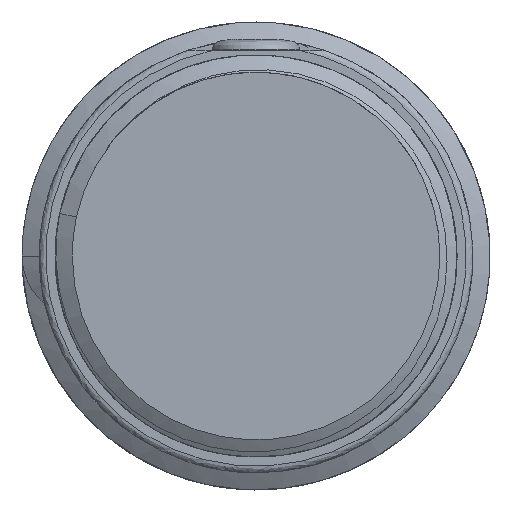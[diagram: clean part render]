
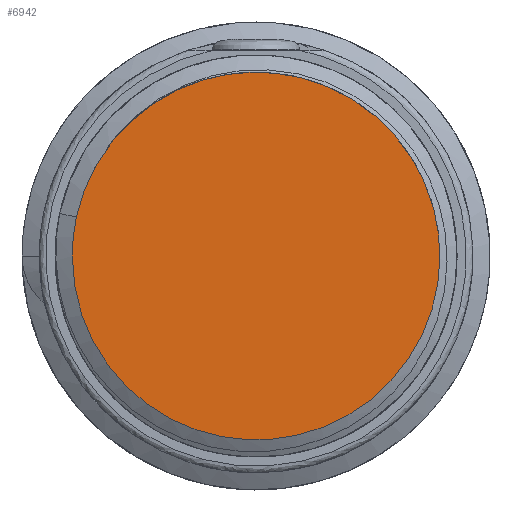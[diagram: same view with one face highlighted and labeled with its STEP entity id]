
A CAD part, left-side view. The second image highlights one B-rep face of the part: STEP entity #6942.
In plain terms, the highlighted free-form (B-spline) face has degree [1, 1] with [2, 2] control points.
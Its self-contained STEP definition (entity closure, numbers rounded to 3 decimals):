
#6906=CARTESIAN_POINT('',(3.,8.35,0.));
#6907=VERTEX_POINT('',#6906);
#6908=CARTESIAN_POINT('',(3.,8.35,0.));
#6909=CARTESIAN_POINT('',(3.,8.35,-8.35));
#6910=CARTESIAN_POINT('',(3.,0.,-8.35));
#6911=CARTESIAN_POINT('',(3.,-8.35,-8.35));
#6912=CARTESIAN_POINT('',(3.,-8.35,0.));
#6913=CARTESIAN_POINT('',(3.,-8.35,8.35));
#6914=CARTESIAN_POINT('',(3.,0.,8.35));
#6915=CARTESIAN_POINT('',(3.,8.35,8.35));
#6916=CARTESIAN_POINT('',(3.,8.35,0.));
#6917=(BOUNDED_CURVE()B_SPLINE_CURVE(2,(#6908,#6909,#6910,#6911,#6912,#6913,#6914,#6915,#6916),.CIRCULAR_ARC.,.T.,.U.)B_SPLINE_CURVE_WITH_KNOTS((3,2,2,2,3),(0.,0.25,0.5,0.75,1.),.UNSPECIFIED.)CURVE()GEOMETRIC_REPRESENTATION_ITEM()RATIONAL_B_SPLINE_CURVE((1.,0.707,1.,0.707,1.,0.707,1.,0.707,1.))REPRESENTATION_ITEM(''));
#6918=EDGE_CURVE('',#6907,#6907,#6917,.T.);
#6934=CARTESIAN_POINT('',(3.,-25.05,25.05));
#6935=CARTESIAN_POINT('',(3.,-25.05,-25.05));
#6936=CARTESIAN_POINT('',(3.,25.05,25.05));
#6937=CARTESIAN_POINT('',(3.,25.05,-25.05));
#6938=B_SPLINE_SURFACE_WITH_KNOTS('',1,1,((#6934,#6935),(#6936,#6937)),.PLANE_SURF.,.F.,.F.,.U.,(2,2),(2,2),(-1.,2.),(-1.,2.),.UNSPECIFIED.);
#6939=ORIENTED_EDGE('',*,*,#6918,.T.);
#6940=EDGE_LOOP('',(#6939));
#6941=FACE_OUTER_BOUND('',#6940,.T.);
#6942=ADVANCED_FACE('',(#6941),#6938,.T.);
